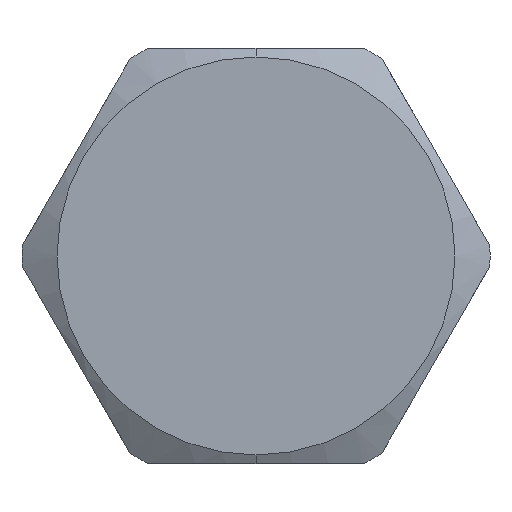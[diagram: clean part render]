
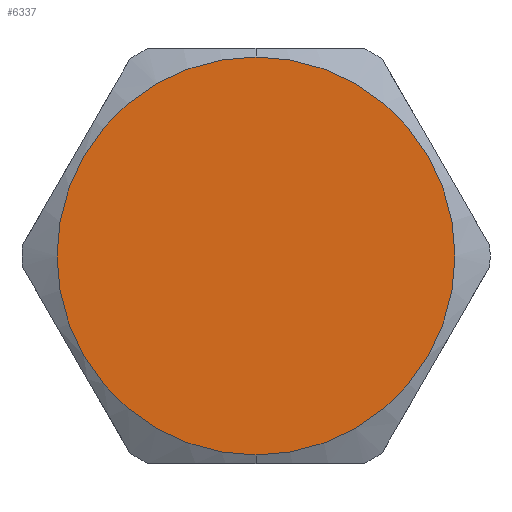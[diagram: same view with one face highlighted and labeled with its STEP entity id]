
A CAD part, left-side view. The second image highlights one B-rep face of the part: STEP entity #6337.
In plain terms, the highlighted planar face has unit normal (-1, 0, 0).
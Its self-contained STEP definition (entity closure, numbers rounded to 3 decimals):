
#59 = CARTESIAN_POINT ( 'NONE',  ( 15.8, 0., 0. ) ) ;
#84 = DIRECTION ( 'NONE',  ( -1., 0., 0. ) ) ;
#358 = DIRECTION ( 'NONE',  ( -1., 0., 0. ) ) ;
#439 = CIRCLE ( 'NONE', #1596, 13.69 ) ;
#1121 = DIRECTION ( 'NONE',  ( 0., 0., 1. ) ) ;
#1151 = CARTESIAN_POINT ( 'NONE',  ( 15.8, 0., 0. ) ) ;
#1461 = EDGE_CURVE ( 'NONE', #4305, #2460, #439, .T. ) ;
#1596 = AXIS2_PLACEMENT_3D ( 'NONE', #2424, #358, #6730 ) ;
#1653 = PLANE ( 'NONE',  #6050 ) ;
#1690 = CIRCLE ( 'NONE', #5702, 13.69 ) ;
#1717 = DIRECTION ( 'NONE',  ( 0., 0., 1. ) ) ;
#2078 = DIRECTION ( 'NONE',  ( -1., 0., 0. ) ) ;
#2424 = CARTESIAN_POINT ( 'NONE',  ( 15.8, 0., 0. ) ) ;
#2452 = ORIENTED_EDGE ( 'NONE', *, *, #1461, .T. ) ;
#2460 = VERTEX_POINT ( 'NONE', #6954 ) ;
#2559 = ORIENTED_EDGE ( 'NONE', *, *, #2650, .T. ) ;
#2650 = EDGE_CURVE ( 'NONE', #2460, #4305, #1690, .T. ) ;
#2828 = FACE_OUTER_BOUND ( 'NONE', #3862, .T. ) ;
#3862 = EDGE_LOOP ( 'NONE', ( #2452, #2559 ) ) ;
#4305 = VERTEX_POINT ( 'NONE', #6614 ) ;
#5702 = AXIS2_PLACEMENT_3D ( 'NONE', #59, #84, #1717 ) ;
#6050 = AXIS2_PLACEMENT_3D ( 'NONE', #1151, #2078, #1121 ) ;
#6337 = ADVANCED_FACE ( 'NONE', ( #2828 ), #1653, .T. ) ;
#6614 = CARTESIAN_POINT ( 'NONE',  ( 15.8, 0., -13.69 ) ) ;
#6730 = DIRECTION ( 'NONE',  ( 0., 0., 1. ) ) ;
#6954 = CARTESIAN_POINT ( 'NONE',  ( 15.8, 0., 13.69 ) ) ;
